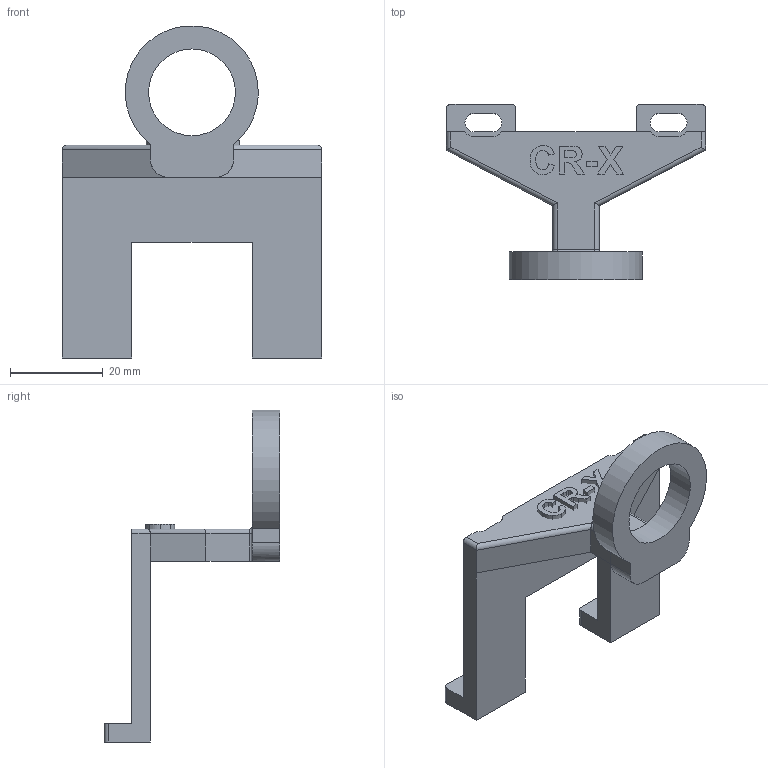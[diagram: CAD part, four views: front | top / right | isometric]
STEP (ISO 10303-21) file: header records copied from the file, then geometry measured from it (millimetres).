
FILE_DESCRIPTION(/* description */ (''),/* implementation_level */ '2;1');
FILE_NAME(/* name */ 'version 1 v1 v6.step',/* time_stamp */ '2018-09-10T16:55:09+01:00',/* author */ (''),/* organization */ (''),/* preprocessor_version */ 'ST-DEVELOPER v17.2',/* originating_system */ 'Autodesk Translation Framework v7.6.0.251',/* authorisation */ '');
FILE_SCHEMA (('AUTOMOTIVE_DESIGN { 1 0 10303 214 3 1 1 }'));
Length unit declared in the file: millimetre
Products named in the file (3): version 1 v1; main boby; Text Component
Assembly tree (2 placements, depth 2):
  version 1 v1
    main boby
    Text Component
Bounding box: 56 x 38 x 71.7 mm (x, y, z)
Volume: 13934.2 mm3; surface area: 8637.9 mm2
Topology: 5 solids, 5 shells, 127 faces, 341 edges, 224 vertices
Faces by surface type: plane 68, bspline 32, cylinder 25, torus 2
Full cylindrical faces by diameter (mm): 18.75 x1
Entity records: 4414 total; most frequent: CARTESIAN_POINT 1318, ORIENTED_EDGE 682, DIRECTION 523, EDGE_CURVE 341, LINE 227, VECTOR 227, VERTEX_POINT 224, AXIS2_PLACEMENT_3D 148
